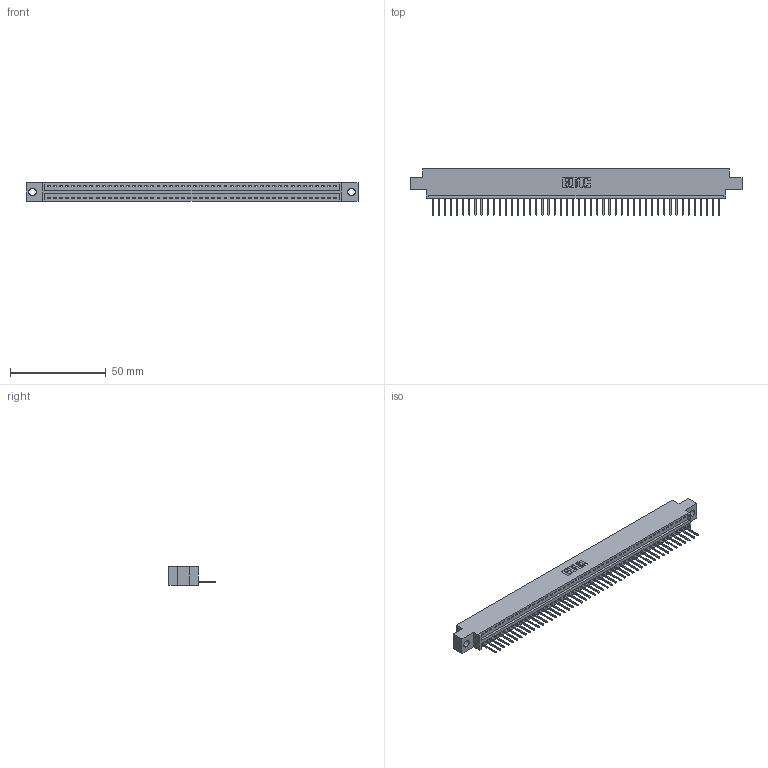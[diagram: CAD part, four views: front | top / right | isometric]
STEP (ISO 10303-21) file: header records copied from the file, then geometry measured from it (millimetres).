
FILE_DESCRIPTION (( 'STEP AP203' ), '1' );
FILE_NAME ('396-048-526-604.STEP', '2019-10-28T04:52:32', ( '' ), ( '' ), 'SwSTEP 2.0', 'SolidWorks 2016', '' );
FILE_SCHEMA (( 'CONFIG_CONTROL_DESIGN' ));
Length unit declared in the file: inch
Products named in the file (3): 396-048-526-604; 346 Part_0.170 Offset - 0.156 Dia-TH; 345-292-001_345-293-126
Assembly tree (49 placements, depth 2):
  396-048-526-604
    346 Part_0.170 Offset - 0.156 Dia-TH
    345-292-001_345-293-126  x48
Bounding box: 172.97 x 24.13 x 9.4 mm (x, y, z)
Volume: 16318.1 mm3; surface area: 20378.8 mm2
Topology: 49 solids, 49 shells, 2910 faces, 8789 edges, 5794 vertices
Faces by surface type: plane 2000, cylinder 910
Entity records: 29135 total; most frequent: CARTESIAN_POINT 5000, ORIENTED_EDGE 4982, DIRECTION 4403, EDGE_CURVE 2491, VECTOR 2167, LINE 2167, VERTEX_POINT 1658, AXIS2_PLACEMENT_3D 1118
